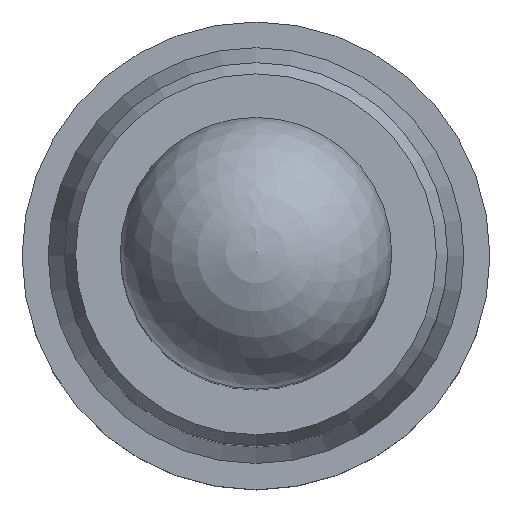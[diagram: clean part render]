
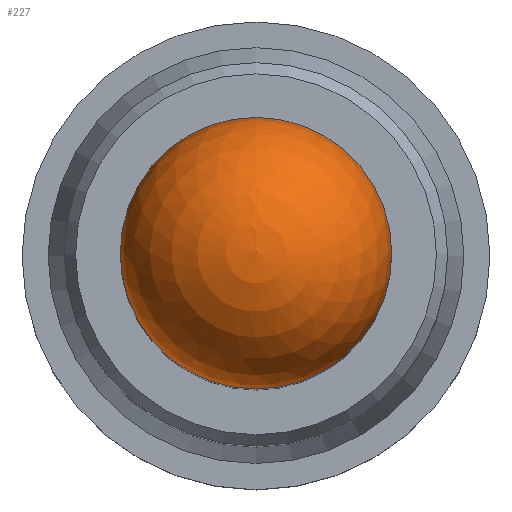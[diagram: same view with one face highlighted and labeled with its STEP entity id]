
A CAD part, top view. The second image highlights one B-rep face of the part: STEP entity #227.
In plain terms, the highlighted spherical face has radius 0.531 mm.
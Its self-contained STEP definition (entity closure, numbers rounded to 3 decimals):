
#25=SPHERICAL_SURFACE('',#275,0.531);
#39=FACE_OUTER_BOUND('',#55,.T.);
#55=EDGE_LOOP('',(#194,#195,#196,#197));
#101=CIRCLE('',#273,0.531);
#102=CIRCLE('',#274,0.531);
#103=CIRCLE('',#276,0.531);
#121=VERTEX_POINT('',#417);
#122=VERTEX_POINT('',#419);
#123=VERTEX_POINT('',#423);
#150=EDGE_CURVE('',#121,#122,#101,.T.);
#151=EDGE_CURVE('',#122,#121,#102,.T.);
#152=EDGE_CURVE('',#123,#122,#103,.T.);
#194=ORIENTED_EDGE('',*,*,#150,.F.);
#195=ORIENTED_EDGE('',*,*,#151,.F.);
#196=ORIENTED_EDGE('',*,*,#152,.F.);
#197=ORIENTED_EDGE('',*,*,#152,.T.);
#227=ADVANCED_FACE('',(#39),#25,.T.);
#273=AXIS2_PLACEMENT_3D('',#420,#345,#346);
#274=AXIS2_PLACEMENT_3D('',#421,#347,#348);
#275=AXIS2_PLACEMENT_3D('',#422,#349,#350);
#276=AXIS2_PLACEMENT_3D('',#424,#351,#352);
#345=DIRECTION('center_axis',(0.,0.,-1.));
#346=DIRECTION('ref_axis',(-1.,0.,0.));
#347=DIRECTION('center_axis',(0.,0.,-1.));
#348=DIRECTION('ref_axis',(-1.,0.,0.));
#349=DIRECTION('center_axis',(0.,0.,1.));
#350=DIRECTION('ref_axis',(0.,-1.,0.));
#351=DIRECTION('center_axis',(-1.,0.,0.));
#352=DIRECTION('ref_axis',(0.,1.,0.));
#417=CARTESIAN_POINT('',(0.531,0.,7.14));
#419=CARTESIAN_POINT('',(0.,0.531,7.14));
#420=CARTESIAN_POINT('Origin',(0.,0.,7.14));
#421=CARTESIAN_POINT('Origin',(0.,0.,7.14));
#422=CARTESIAN_POINT('Origin',(0.,0.,7.14));
#423=CARTESIAN_POINT('',(0.,0.,7.671));
#424=CARTESIAN_POINT('Origin',(0.,0.,7.14));
